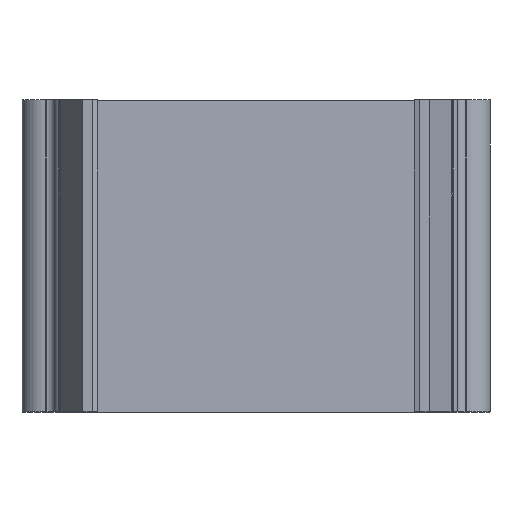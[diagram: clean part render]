
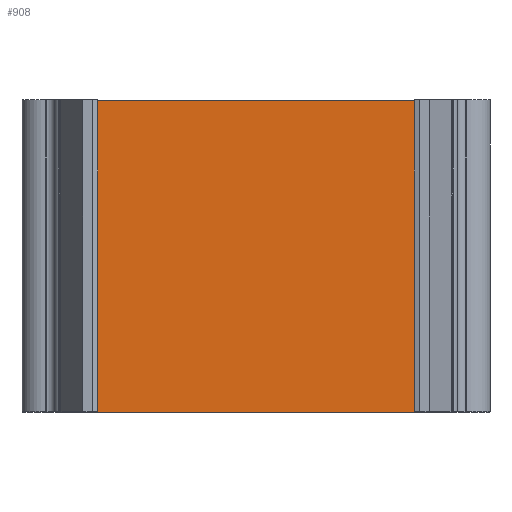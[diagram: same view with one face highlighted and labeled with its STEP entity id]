
A CAD part, top view. The second image highlights one B-rep face of the part: STEP entity #908.
In plain terms, the highlighted planar face has unit normal (0, 0, 1).
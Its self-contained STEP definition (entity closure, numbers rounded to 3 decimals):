
#10 = CARTESIAN_POINT ( 'NONE',  ( -11.104, 10., -13.7 ) ) ;
#50 = EDGE_CURVE ( 'NONE', #1546, #1372, #1576, .T. ) ;
#72 = EDGE_CURVE ( 'NONE', #1546, #1385, #662, .T. ) ;
#74 = CARTESIAN_POINT ( 'NONE',  ( -11.104, -10., -13.7 ) ) ;
#87 = CARTESIAN_POINT ( 'NONE',  ( -5.6, 10., -13.7 ) ) ;
#118 = EDGE_CURVE ( 'NONE', #1336, #1385, #625, .T. ) ;
#150 = CARTESIAN_POINT ( 'NONE',  ( -11.2, -10., -13.7 ) ) ;
#184 = CARTESIAN_POINT ( 'NONE',  ( -11.2, 10., -13.7 ) ) ;
#203 = DIRECTION ( 'NONE',  ( 1., 0., 0. ) ) ;
#267 = CARTESIAN_POINT ( 'NONE',  ( -11.2, 10., -13.7 ) ) ;
#287 = VECTOR ( 'NONE', #425, 1000. ) ;
#303 = VECTOR ( 'NONE', #535, 1000. ) ;
#355 = AXIS2_PLACEMENT_3D ( 'NONE', #87, #437, #203 ) ;
#370 = ORIENTED_EDGE ( 'NONE', *, *, #1249, .T. ) ;
#394 = CARTESIAN_POINT ( 'NONE',  ( 11.2, 10., -13.7 ) ) ;
#425 = DIRECTION ( 'NONE',  ( -1., 0., 0. ) ) ;
#437 = DIRECTION ( 'NONE',  ( 0., 0., 1. ) ) ;
#535 = DIRECTION ( 'NONE',  ( 0., -1., 0. ) ) ;
#625 = LINE ( 'NONE', #184, #303 ) ;
#662 = LINE ( 'NONE', #74, #287 ) ;
#726 = FACE_OUTER_BOUND ( 'NONE', #736, .T. ) ;
#736 = EDGE_LOOP ( 'NONE', ( #370, #759, #953, #1223 ) ) ;
#746 = LINE ( 'NONE', #10, #842 ) ;
#759 = ORIENTED_EDGE ( 'NONE', *, *, #118, .T. ) ;
#788 = CARTESIAN_POINT ( 'NONE',  ( 11.2, 10., -13.7 ) ) ;
#842 = VECTOR ( 'NONE', #1090, 1000. ) ;
#908 = ADVANCED_FACE ( 'NONE', ( #726 ), #1171, .T. ) ;
#950 = VECTOR ( 'NONE', #998, 1000. ) ;
#953 = ORIENTED_EDGE ( 'NONE', *, *, #72, .F. ) ;
#998 = DIRECTION ( 'NONE',  ( 0., 1., 0. ) ) ;
#1090 = DIRECTION ( 'NONE',  ( -1., 0., 0. ) ) ;
#1171 = PLANE ( 'NONE',  #355 ) ;
#1223 = ORIENTED_EDGE ( 'NONE', *, *, #50, .T. ) ;
#1249 = EDGE_CURVE ( 'NONE', #1372, #1336, #746, .T. ) ;
#1336 = VERTEX_POINT ( 'NONE', #267 ) ;
#1372 = VERTEX_POINT ( 'NONE', #788 ) ;
#1385 = VERTEX_POINT ( 'NONE', #150 ) ;
#1454 = CARTESIAN_POINT ( 'NONE',  ( 11.2, -10., -13.7 ) ) ;
#1546 = VERTEX_POINT ( 'NONE', #1454 ) ;
#1576 = LINE ( 'NONE', #394, #950 ) ;
